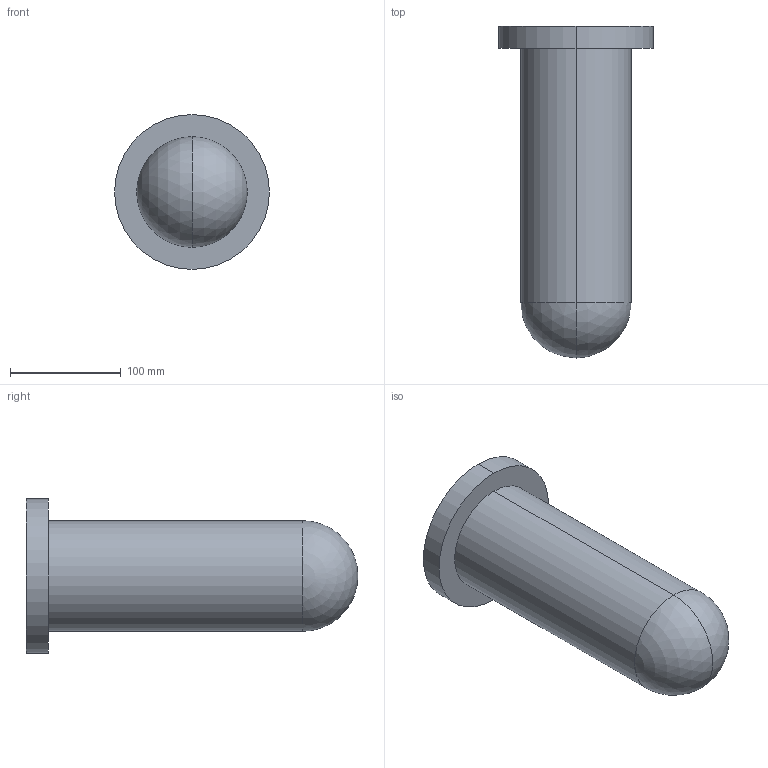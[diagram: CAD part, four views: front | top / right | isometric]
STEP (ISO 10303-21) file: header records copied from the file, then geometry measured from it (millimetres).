
FILE_DESCRIPTION (( 'STEP AP203' ), '1' );
FILE_NAME ('bar3-3_默认_sldprt.STEP', '2018-06-17T06:01:38', ( '' ), ( '' ), 'SwSTEP 2.0', 'SolidWorks 2016', '' );
FILE_SCHEMA (( 'CONFIG_CONTROL_DESIGN' ));
Length unit declared in the file: millimetre
Products named in the file (1): bar3-3_默认_sldprt
Bounding box: 140 x 300 x 140 mm (x, y, z)
Volume: 2376091.2 mm3; surface area: 119694.7 mm2
Topology: 1 solids, 1 shells, 8 faces, 18 edges, 11 vertices
Faces by surface type: cylinder 4, sphere 2, plane 2
Entity records: 277 total; most frequent: DIRECTION 42, CARTESIAN_POINT 32, ORIENTED_EDGE 28, AXIS2_PLACEMENT_3D 19, EDGE_CURVE 14, CIRCLE 10, EDGE_LOOP 9, VERTEX_POINT 9
